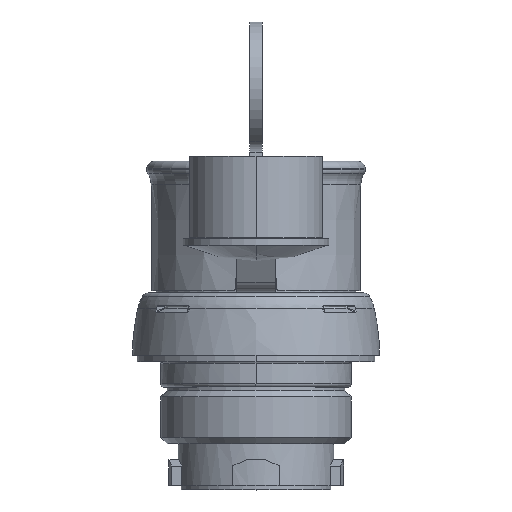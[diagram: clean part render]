
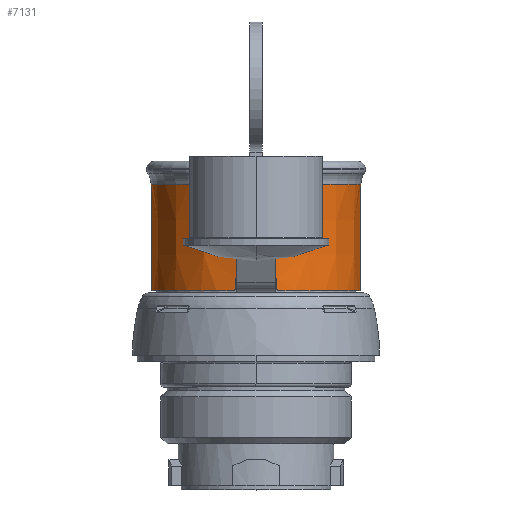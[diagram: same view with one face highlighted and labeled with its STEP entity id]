
A CAD part, top view. The second image highlights one B-rep face of the part: STEP entity #7131.
In plain terms, the highlighted conical face has half-angle 0.5 degrees and reference radius 16.473 mm.
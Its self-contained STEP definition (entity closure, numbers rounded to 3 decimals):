
#392=CARTESIAN_POINT('',(0.,31.4,0.));
#393=DIRECTION('',(0.,1.,0.));
#394=DIRECTION('',(0.218,0.,0.976));
#395=AXIS2_PLACEMENT_3D('',#392,#393,#394);
#408=CARTESIAN_POINT('',(0.,31.4,0.));
#409=DIRECTION('',(0.,1.,0.));
#410=DIRECTION('',(-1.,0.,0.));
#411=AXIS2_PLACEMENT_3D('',#408,#409,#410);
#474=CARTESIAN_POINT('',(3.053,33.4,16.131));
#475=CARTESIAN_POINT('',(3.088,33.4,16.124));
#476=CARTESIAN_POINT('',(3.158,33.381,16.111));
#477=CARTESIAN_POINT('',(3.233,33.307,16.095));
#478=CARTESIAN_POINT('',(3.253,33.238,16.091));
#479=CARTESIAN_POINT('',(3.253,33.203,16.09));
#516=CARTESIAN_POINT('',(-3.253,33.203,16.09));
#517=CARTESIAN_POINT('',(-3.253,33.238,16.091));
#518=CARTESIAN_POINT('',(-3.233,33.307,16.095));
#519=CARTESIAN_POINT('',(-3.158,33.381,16.111));
#520=CARTESIAN_POINT('',(-3.088,33.4,16.124));
#521=CARTESIAN_POINT('',(-3.053,33.4,16.131));
#559=CARTESIAN_POINT('',(3.28,31.695,16.071));
#560=CARTESIAN_POINT('',(3.281,31.643,16.071));
#561=CARTESIAN_POINT('',(3.31,31.54,16.064));
#562=CARTESIAN_POINT('',(3.423,31.428,16.039));
#563=CARTESIAN_POINT('',(3.527,31.4,16.016));
#564=CARTESIAN_POINT('',(3.58,31.4,16.005));
#569=CARTESIAN_POINT('',(3.253,33.203,16.09));
#570=CARTESIAN_POINT('',(3.262,32.701,16.084));
#571=CARTESIAN_POINT('',(3.271,32.198,16.078));
#572=CARTESIAN_POINT('',(3.28,31.695,16.071));
#577=CARTESIAN_POINT('',(0.,33.4,0.));
#578=DIRECTION('',(0.,-1.,0.));
#579=DIRECTION('',(0.186,0.,0.983));
#580=AXIS2_PLACEMENT_3D('',#577,#578,#579);
#585=CARTESIAN_POINT('',(-3.253,33.203,16.09));
#586=CARTESIAN_POINT('',(-3.262,32.701,16.084));
#587=CARTESIAN_POINT('',(-3.271,32.198,16.078));
#588=CARTESIAN_POINT('',(-3.28,31.695,16.071));
#593=CARTESIAN_POINT('',(-3.58,31.4,16.005));
#594=CARTESIAN_POINT('',(-3.527,31.4,16.016));
#595=CARTESIAN_POINT('',(-3.423,31.428,16.039));
#596=CARTESIAN_POINT('',(-3.31,31.54,16.064));
#597=CARTESIAN_POINT('',(-3.281,31.643,16.071));
#598=CARTESIAN_POINT('',(-3.28,31.695,16.071));
#603=DIRECTION('',(0.009,-1.,0.));
#604=VECTOR('',#603,16.8);
#605=CARTESIAN_POINT('',(-16.547,48.199,0.));
#606=LINE('',#605,#604);
#610=CARTESIAN_POINT('',(0.,48.199,0.));
#611=DIRECTION('',(0.,1.,0.));
#612=DIRECTION('',(-1.,0.,0.));
#613=AXIS2_PLACEMENT_3D('',#610,#611,#612);
#618=DIRECTION('',(-0.009,-1.,0.));
#619=VECTOR('',#618,16.8);
#620=CARTESIAN_POINT('',(16.547,48.199,0.));
#621=LINE('',#620,#619);
#6410=CARTESIAN_POINT('',(-16.547,48.199,0.));
#6411=VERTEX_POINT('',#6410);
#6412=CARTESIAN_POINT('',(-16.4,31.4,0.));
#6413=VERTEX_POINT('',#6412);
#6422=CARTESIAN_POINT('',(16.547,48.199,0.));
#6423=VERTEX_POINT('',#6422);
#6424=CARTESIAN_POINT('',(16.4,31.4,0.));
#6425=VERTEX_POINT('',#6424);
#6434=VERTEX_POINT('',#516);
#6435=VERTEX_POINT('',#521);
#6436=VERTEX_POINT('',#474);
#6437=VERTEX_POINT('',#479);
#6438=VERTEX_POINT('',#559);
#6439=VERTEX_POINT('',#564);
#6440=VERTEX_POINT('',#593);
#6441=VERTEX_POINT('',#598);
#7109=CARTESIAN_POINT('',(0.,39.8,0.));
#7110=DIRECTION('',(0.,1.,0.));
#7111=DIRECTION('',(1.,0.,0.));
#7112=AXIS2_PLACEMENT_3D('',#7109,#7110,#7111);
#7113=CONICAL_SURFACE('',#7112,16.473,0.5);
#7114=ORIENTED_EDGE('',*,*,#7020,.F.);
#7115=ORIENTED_EDGE('',*,*,#7034,.F.);
#7116=ORIENTED_EDGE('',*,*,#7048,.F.);
#7117=ORIENTED_EDGE('',*,*,#7062,.T.);
#7118=ORIENTED_EDGE('',*,*,#7076,.F.);
#7119=ORIENTED_EDGE('',*,*,#7090,.T.);
#7120=ORIENTED_EDGE('',*,*,#7103,.F.);
#7121=ORIENTED_EDGE('',*,*,#7004,.F.);
#7123=ORIENTED_EDGE('',*,*,#7122,.F.);
#7125=ORIENTED_EDGE('',*,*,#7124,.T.);
#7127=ORIENTED_EDGE('',*,*,#7126,.T.);
#7128=ORIENTED_EDGE('',*,*,#7000,.F.);
#7129=EDGE_LOOP('',(#7114,#7115,#7116,#7117,#7118,#7119,#7120,#7121,#7123,#7125,
#7127,#7128));
#7130=FACE_OUTER_BOUND('',#7129,.F.);
#7131=ADVANCED_FACE('',(#7130),#7113,.T.);
#396=CIRCLE('',#395,16.4);
#412=CIRCLE('',#411,16.4);
#480=B_SPLINE_CURVE_WITH_KNOTS('',3,(#474,#475,#476,#477,#478,#479),
.UNSPECIFIED.,.F.,.F.,(4,1,1,4),(0.,0.333,0.667,1.),
.UNSPECIFIED.);
#522=B_SPLINE_CURVE_WITH_KNOTS('',3,(#516,#517,#518,#519,#520,#521),
.UNSPECIFIED.,.F.,.F.,(4,1,1,4),(0.,0.333,0.667,1.),
.UNSPECIFIED.);
#565=B_SPLINE_CURVE_WITH_KNOTS('',3,(#559,#560,#561,#562,#563,#564),
.UNSPECIFIED.,.F.,.F.,(4,1,1,4),(0.,0.333,0.667,1.),
.UNSPECIFIED.);
#573=B_SPLINE_CURVE_WITH_KNOTS('',3,(#569,#570,#571,#572),.UNSPECIFIED.,.F.,.F.,
(4,4),(0.,1.),.UNSPECIFIED.);
#581=CIRCLE('',#580,16.417);
#589=B_SPLINE_CURVE_WITH_KNOTS('',3,(#585,#586,#587,#588),.UNSPECIFIED.,.F.,.F.,
(4,4),(0.,1.),.UNSPECIFIED.);
#599=B_SPLINE_CURVE_WITH_KNOTS('',3,(#593,#594,#595,#596,#597,#598),
.UNSPECIFIED.,.F.,.F.,(4,1,1,4),(0.,0.333,0.667,1.),
.UNSPECIFIED.);
#614=CIRCLE('',#613,16.547);
#7000=EDGE_CURVE('',#6439,#6425,#396,.T.);
#7004=EDGE_CURVE('',#6413,#6440,#412,.T.);
#7020=EDGE_CURVE('',#6438,#6439,#565,.T.);
#7034=EDGE_CURVE('',#6437,#6438,#573,.T.);
#7048=EDGE_CURVE('',#6436,#6437,#480,.T.);
#7062=EDGE_CURVE('',#6436,#6435,#581,.T.);
#7076=EDGE_CURVE('',#6434,#6435,#522,.T.);
#7090=EDGE_CURVE('',#6434,#6441,#589,.T.);
#7103=EDGE_CURVE('',#6440,#6441,#599,.T.);
#7122=EDGE_CURVE('',#6411,#6413,#606,.T.);
#7124=EDGE_CURVE('',#6411,#6423,#614,.T.);
#7126=EDGE_CURVE('',#6423,#6425,#621,.T.);
